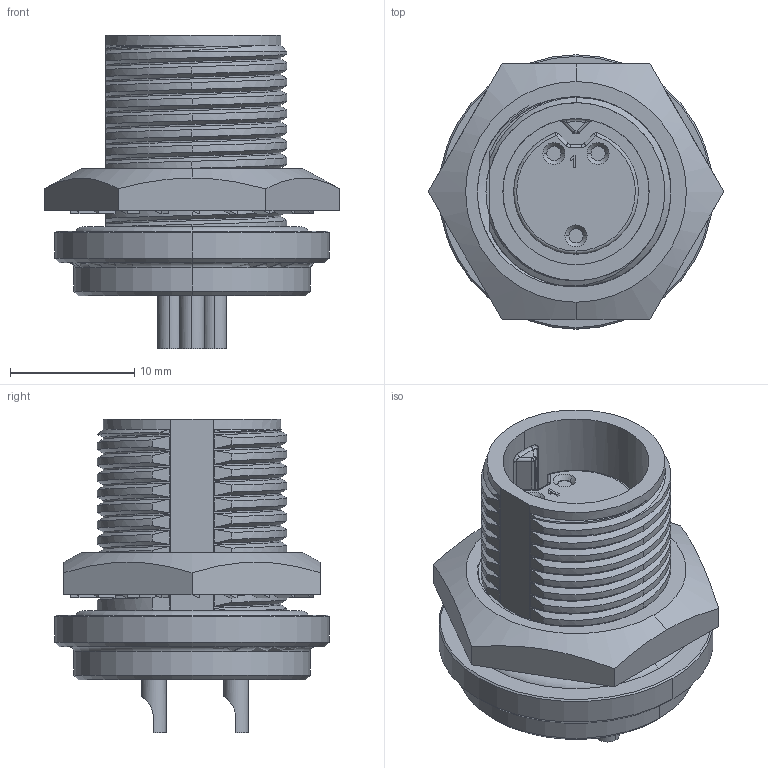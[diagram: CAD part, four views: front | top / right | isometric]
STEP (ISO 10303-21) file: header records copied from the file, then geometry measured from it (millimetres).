
FILE_DESCRIPTION (( 'STEP AP203' ), '1' );
FILE_NAME ('SF7282-3SG-3ES.STEP', '2015-11-03T20:41:57', ( '' ), ( '' ), 'SwSTEP 2.0', 'SolidWorks 2014', '' );
FILE_SCHEMA (( 'CONFIG_CONTROL_DESIGN' ));
Length unit declared in the file: millimetre
Products named in the file (2): SF7282-3SG-3ES
Bounding box: 23.82 x 22.1 x 25.22 mm (x, y, z)
Volume: 4394.6 mm3; surface area: 3500.9 mm2
Topology: 2 solids, 2 shells, 357 faces, 890 edges, 568 vertices
Faces by surface type: plane 204, cylinder 85, bspline 31, cone 24, torus 9, sphere 4
Entity records: 21370 total; most frequent: CARTESIAN_POINT 13276, ORIENTED_EDGE 1774, DIRECTION 1472, EDGE_CURVE 887, VERTEX_POINT 568, LINE 532, VECTOR 532, AXIS2_PLACEMENT_3D 470
